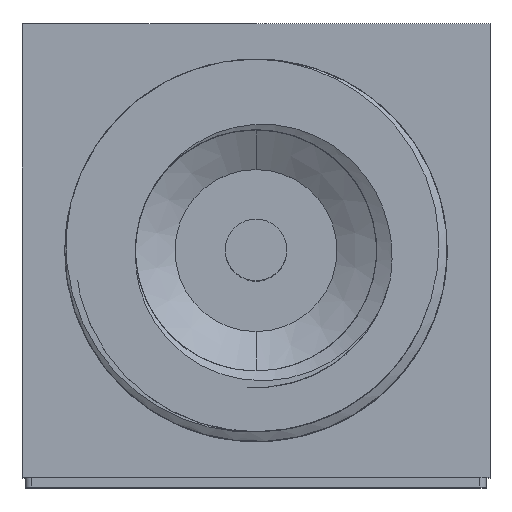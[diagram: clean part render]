
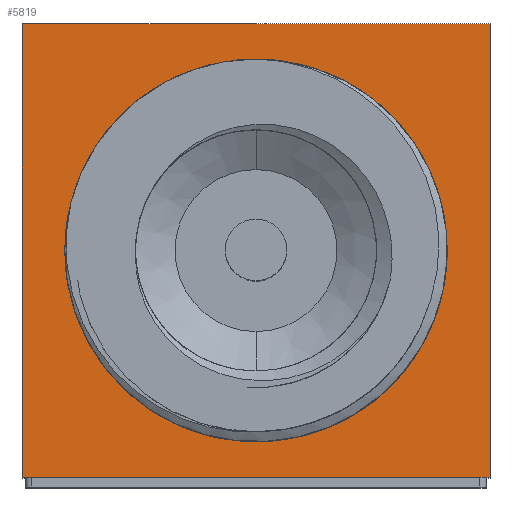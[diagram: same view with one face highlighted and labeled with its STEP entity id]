
A CAD part, top view. The second image highlights one B-rep face of the part: STEP entity #5819.
In plain terms, the highlighted planar face has unit normal (0, 0, 1).
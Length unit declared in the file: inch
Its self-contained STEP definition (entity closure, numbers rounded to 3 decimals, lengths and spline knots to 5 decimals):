
#35=DIRECTION('',(-1.,0.,0.));
#36=VECTOR('',#35,1.445);
#37=CARTESIAN_POINT('',(0.7225,0.7,1.));
#38=LINE('',#37,#36);
#154=DIRECTION('',(0.,1.,0.));
#155=VECTOR('',#154,1.4);
#156=CARTESIAN_POINT('',(0.7225,-0.7,1.));
#157=LINE('',#156,#155);
#276=DIRECTION('',(-1.,0.,0.));
#277=VECTOR('',#276,1.445);
#278=CARTESIAN_POINT('',(0.7225,-0.7,1.));
#279=LINE('',#278,#277);
#412=DIRECTION('',(0.,1.,0.));
#413=VECTOR('',#412,1.4);
#414=CARTESIAN_POINT('',(-0.7225,-0.7,1.));
#415=LINE('',#414,#413);
#416=CARTESIAN_POINT('',(0.,0.,1.));
#417=DIRECTION('',(0.,0.,1.));
#418=DIRECTION('',(-1.,0.,0.));
#419=AXIS2_PLACEMENT_3D('',#416,#417,#418);
#1186=CARTESIAN_POINT('',(0.,0.,1.));
#1187=DIRECTION('',(0.,0.,-1.));
#1188=DIRECTION('',(-1.,0.,0.));
#1189=AXIS2_PLACEMENT_3D('',#1186,#1187,#1188);
#4687=CARTESIAN_POINT('',(0.7225,0.7,1.));
#4688=CARTESIAN_POINT('',(-0.7225,0.7,1.));
#4689=VERTEX_POINT('',#4687);
#4690=VERTEX_POINT('',#4688);
#4691=CARTESIAN_POINT('',(-0.7225,-0.7,1.));
#4693=VERTEX_POINT('',#4691);
#4695=CARTESIAN_POINT('',(0.7225,-0.7,1.));
#4696=VERTEX_POINT('',#4695);
#5055=CARTESIAN_POINT('',(-0.5905,0.,1.));
#5056=VERTEX_POINT('',#5055);
#5073=CARTESIAN_POINT('',(0.09393,-0.58298,1.));
#5074=VERTEX_POINT('',#5073);
#5802=CARTESIAN_POINT('',(-0.7225,0.7,1.));
#5803=DIRECTION('',(0.,0.,1.));
#5804=DIRECTION('',(1.,0.,0.));
#5805=AXIS2_PLACEMENT_3D('',#5802,#5803,#5804);
#5806=PLANE('',#5805);
#5807=ORIENTED_EDGE('',*,*,#5434,.F.);
#5808=ORIENTED_EDGE('',*,*,#5573,.F.);
#5809=ORIENTED_EDGE('',*,*,#5725,.T.);
#5810=ORIENTED_EDGE('',*,*,#5497,.T.);
#5811=EDGE_LOOP('',(#5807,#5808,#5809,#5810));
#5812=FACE_OUTER_BOUND('',#5811,.F.);
#5814=ORIENTED_EDGE('',*,*,#5813,.T.);
#5816=ORIENTED_EDGE('',*,*,#5815,.F.);
#5817=EDGE_LOOP('',(#5814,#5816));
#5818=FACE_BOUND('',#5817,.F.);
#5819=ADVANCED_FACE('',(#5812,#5818),#5806,.T.);
#420=CIRCLE('',#419,0.5905);
#1190=CIRCLE('',#1189,0.5905);
#5434=EDGE_CURVE('',#4689,#4690,#38,.T.);
#5497=EDGE_CURVE('',#4693,#4690,#415,.T.);
#5573=EDGE_CURVE('',#4696,#4689,#157,.T.);
#5725=EDGE_CURVE('',#4696,#4693,#279,.T.);
#5813=EDGE_CURVE('',#5056,#5074,#420,.T.);
#5815=EDGE_CURVE('',#5056,#5074,#1190,.T.);
